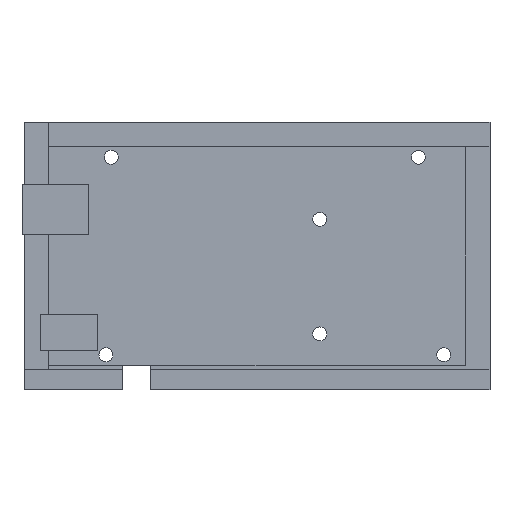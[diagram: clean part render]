
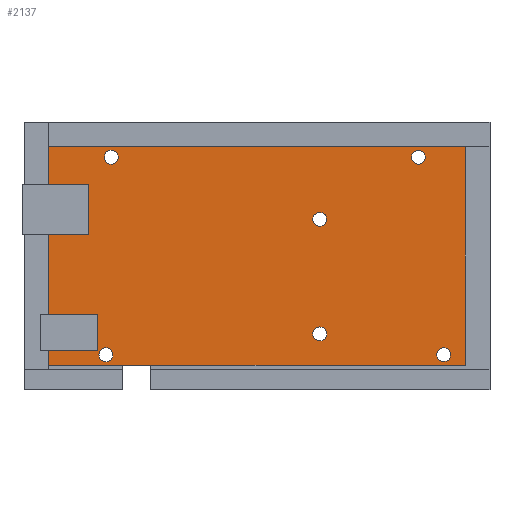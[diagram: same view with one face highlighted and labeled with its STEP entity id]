
A CAD part, front view. The second image highlights one B-rep face of the part: STEP entity #2137.
In plain terms, the highlighted face is planar.
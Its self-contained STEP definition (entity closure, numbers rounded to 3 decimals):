
#1614=DIRECTION('',(1.,0.,0.));
#1615=VECTOR('',#1614,12.05);
#1616=CARTESIAN_POINT('',(0.,1.1,-3.58));
#1617=LINE('',#1616,#1615);
#1618=DIRECTION('',(0.,0.,-1.));
#1619=VECTOR('',#1618,8.92);
#1620=CARTESIAN_POINT('',(12.05,1.1,-3.58));
#1621=LINE('',#1620,#1619);
#1622=DIRECTION('',(1.,0.,0.));
#1623=VECTOR('',#1622,12.05);
#1624=CARTESIAN_POINT('',(0.,1.1,-12.5));
#1625=LINE('',#1624,#1623);
#1626=DIRECTION('',(0.,0.,1.));
#1627=VECTOR('',#1626,19.47);
#1628=CARTESIAN_POINT('',(0.,1.1,-31.97));
#1629=LINE('',#1628,#1627);
#1630=DIRECTION('',(1.,0.,0.));
#1631=VECTOR('',#1630,9.74);
#1632=CARTESIAN_POINT('',(0.,1.1,-31.97));
#1633=LINE('',#1632,#1631);
#1634=DIRECTION('',(0.,0.,-1.));
#1635=VECTOR('',#1634,12.22);
#1636=CARTESIAN_POINT('',(9.74,1.1,-31.97));
#1637=LINE('',#1636,#1635);
#1638=DIRECTION('',(1.,0.,0.));
#1639=VECTOR('',#1638,9.74);
#1640=CARTESIAN_POINT('',(0.,1.1,-44.19));
#1641=LINE('',#1640,#1639);
#1642=DIRECTION('',(0.,0.,1.));
#1643=VECTOR('',#1642,9.21);
#1644=CARTESIAN_POINT('',(0.,1.1,-53.4));
#1645=LINE('',#1644,#1643);
#1646=DIRECTION('',(-1.,0.,0.));
#1647=VECTOR('',#1646,101.8);
#1648=CARTESIAN_POINT('',(101.8,1.1,-53.4));
#1649=LINE('',#1648,#1647);
#1650=DIRECTION('',(0.,0.,-1.));
#1651=VECTOR('',#1650,53.4);
#1652=CARTESIAN_POINT('',(101.8,1.1,0.));
#1653=LINE('',#1652,#1651);
#1654=DIRECTION('',(1.,0.,0.));
#1655=VECTOR('',#1654,101.8);
#1656=CARTESIAN_POINT('',(0.,1.1,0.));
#1657=LINE('',#1656,#1655);
#1658=DIRECTION('',(0.,0.,1.));
#1659=VECTOR('',#1658,3.58);
#1660=CARTESIAN_POINT('',(0.,1.1,-3.58));
#1661=LINE('',#1660,#1659);
#1662=CARTESIAN_POINT('',(15.29,1.1,-50.81));
#1663=DIRECTION('',(0.,1.,0.));
#1664=DIRECTION('',(1.,0.,0.));
#1665=AXIS2_PLACEMENT_3D('',#1662,#1663,#1664);
#1667=CARTESIAN_POINT('',(15.29,1.1,-50.81));
#1668=DIRECTION('',(0.,1.,0.));
#1669=DIRECTION('',(-1.,0.,0.));
#1670=AXIS2_PLACEMENT_3D('',#1667,#1668,#1669);
#1672=CARTESIAN_POINT('',(90.33,1.1,-50.81));
#1673=DIRECTION('',(0.,1.,0.));
#1674=DIRECTION('',(1.,0.,0.));
#1675=AXIS2_PLACEMENT_3D('',#1672,#1673,#1674);
#1677=CARTESIAN_POINT('',(90.33,1.1,-50.81));
#1678=DIRECTION('',(0.,1.,0.));
#1679=DIRECTION('',(-1.,0.,0.));
#1680=AXIS2_PLACEMENT_3D('',#1677,#1678,#1679);
#1682=CARTESIAN_POINT('',(66.23,1.1,-35.65));
#1683=DIRECTION('',(0.,1.,0.));
#1684=DIRECTION('',(1.,0.,0.));
#1685=AXIS2_PLACEMENT_3D('',#1682,#1683,#1684);
#1687=CARTESIAN_POINT('',(66.23,1.1,-35.65));
#1688=DIRECTION('',(0.,1.,0.));
#1689=DIRECTION('',(-1.,0.,0.));
#1690=AXIS2_PLACEMENT_3D('',#1687,#1688,#1689);
#1692=CARTESIAN_POINT('',(66.23,1.1,-7.69));
#1693=DIRECTION('',(0.,1.,0.));
#1694=DIRECTION('',(1.,0.,0.));
#1695=AXIS2_PLACEMENT_3D('',#1692,#1693,#1694);
#1697=CARTESIAN_POINT('',(66.23,1.1,-7.69));
#1698=DIRECTION('',(0.,1.,0.));
#1699=DIRECTION('',(-1.,0.,0.));
#1700=AXIS2_PLACEMENT_3D('',#1697,#1698,#1699);
#1702=CARTESIAN_POINT('',(13.99,1.1,-2.59));
#1703=DIRECTION('',(0.,1.,0.));
#1704=DIRECTION('',(1.,0.,0.));
#1705=AXIS2_PLACEMENT_3D('',#1702,#1703,#1704);
#1707=CARTESIAN_POINT('',(13.99,1.1,-2.59));
#1708=DIRECTION('',(0.,1.,0.));
#1709=DIRECTION('',(-1.,0.,0.));
#1710=AXIS2_PLACEMENT_3D('',#1707,#1708,#1709);
#1712=CARTESIAN_POINT('',(96.51,1.1,-2.59));
#1713=DIRECTION('',(0.,1.,0.));
#1714=DIRECTION('',(1.,0.,0.));
#1715=AXIS2_PLACEMENT_3D('',#1712,#1713,#1714);
#1717=CARTESIAN_POINT('',(96.51,1.1,-2.59));
#1718=DIRECTION('',(0.,1.,0.));
#1719=DIRECTION('',(-1.,0.,0.));
#1720=AXIS2_PLACEMENT_3D('',#1717,#1718,#1719);
#1858=CARTESIAN_POINT('',(0.,1.1,0.));
#1859=CARTESIAN_POINT('',(101.8,1.1,0.));
#1860=VERTEX_POINT('',#1858);
#1861=VERTEX_POINT('',#1859);
#1862=CARTESIAN_POINT('',(101.8,1.1,-53.4));
#1863=VERTEX_POINT('',#1862);
#1864=CARTESIAN_POINT('',(0.,1.1,-53.4));
#1865=VERTEX_POINT('',#1864);
#1878=CARTESIAN_POINT('',(0.,1.1,-31.97));
#1879=CARTESIAN_POINT('',(9.74,1.1,-31.97));
#1880=VERTEX_POINT('',#1878);
#1881=VERTEX_POINT('',#1879);
#1882=CARTESIAN_POINT('',(9.74,1.1,-44.19));
#1883=VERTEX_POINT('',#1882);
#1884=CARTESIAN_POINT('',(0.,1.1,-44.19));
#1885=VERTEX_POINT('',#1884);
#1898=CARTESIAN_POINT('',(0.,1.1,-3.58));
#1899=CARTESIAN_POINT('',(12.05,1.1,-3.58));
#1900=VERTEX_POINT('',#1898);
#1901=VERTEX_POINT('',#1899);
#1902=CARTESIAN_POINT('',(12.05,1.1,-12.5));
#1903=VERTEX_POINT('',#1902);
#1904=CARTESIAN_POINT('',(0.,1.1,-12.5));
#1905=VERTEX_POINT('',#1904);
#1910=CARTESIAN_POINT('',(16.98,1.1,-50.81));
#1911=CARTESIAN_POINT('',(13.6,1.1,-50.81));
#1912=VERTEX_POINT('',#1910);
#1913=VERTEX_POINT('',#1911);
#1918=CARTESIAN_POINT('',(92.02,1.1,-50.81));
#1919=CARTESIAN_POINT('',(88.64,1.1,-50.81));
#1920=VERTEX_POINT('',#1918);
#1921=VERTEX_POINT('',#1919);
#1930=CARTESIAN_POINT('',(67.92,1.1,-35.65));
#1931=CARTESIAN_POINT('',(64.54,1.1,-35.65));
#1932=VERTEX_POINT('',#1930);
#1933=VERTEX_POINT('',#1931);
#1934=CARTESIAN_POINT('',(67.92,1.1,-7.69));
#1935=CARTESIAN_POINT('',(64.54,1.1,-7.69));
#1936=VERTEX_POINT('',#1934);
#1937=VERTEX_POINT('',#1935);
#1942=CARTESIAN_POINT('',(15.68,1.1,-2.59));
#1943=CARTESIAN_POINT('',(12.3,1.1,-2.59));
#1944=VERTEX_POINT('',#1942);
#1945=VERTEX_POINT('',#1943);
#1950=CARTESIAN_POINT('',(98.2,1.1,-2.59));
#1951=CARTESIAN_POINT('',(94.82,1.1,-2.59));
#1952=VERTEX_POINT('',#1950);
#1953=VERTEX_POINT('',#1951);
#2075=CARTESIAN_POINT('',(0.,1.1,0.));
#2076=DIRECTION('',(0.,1.,0.));
#2077=DIRECTION('',(1.,0.,0.));
#2078=AXIS2_PLACEMENT_3D('',#2075,#2076,#2077);
#2079=PLANE('',#2078);
#2081=ORIENTED_EDGE('',*,*,#2080,.T.);
#2083=ORIENTED_EDGE('',*,*,#2082,.T.);
#2084=ORIENTED_EDGE('',*,*,#2063,.F.);
#2085=ORIENTED_EDGE('',*,*,#2038,.F.);
#2087=ORIENTED_EDGE('',*,*,#2086,.T.);
#2089=ORIENTED_EDGE('',*,*,#2088,.T.);
#2091=ORIENTED_EDGE('',*,*,#2090,.F.);
#2092=ORIENTED_EDGE('',*,*,#2034,.F.);
#2094=ORIENTED_EDGE('',*,*,#2093,.F.);
#2096=ORIENTED_EDGE('',*,*,#2095,.F.);
#2097=ORIENTED_EDGE('',*,*,#2014,.F.);
#2098=ORIENTED_EDGE('',*,*,#2028,.F.);
#2099=EDGE_LOOP('',(#2081,#2083,#2084,#2085,#2087,#2089,#2091,#2092,#2094,#2096,
#2097,#2098));
#2100=FACE_OUTER_BOUND('',#2099,.F.);
#2102=ORIENTED_EDGE('',*,*,#2101,.T.);
#2104=ORIENTED_EDGE('',*,*,#2103,.T.);
#2105=EDGE_LOOP('',(#2102,#2104));
#2106=FACE_BOUND('',#2105,.F.);
#2108=ORIENTED_EDGE('',*,*,#2107,.T.);
#2110=ORIENTED_EDGE('',*,*,#2109,.T.);
#2111=EDGE_LOOP('',(#2108,#2110));
#2112=FACE_BOUND('',#2111,.F.);
#2114=ORIENTED_EDGE('',*,*,#2113,.T.);
#2116=ORIENTED_EDGE('',*,*,#2115,.T.);
#2117=EDGE_LOOP('',(#2114,#2116));
#2118=FACE_BOUND('',#2117,.F.);
#2120=ORIENTED_EDGE('',*,*,#2119,.T.);
#2122=ORIENTED_EDGE('',*,*,#2121,.T.);
#2123=EDGE_LOOP('',(#2120,#2122));
#2124=FACE_BOUND('',#2123,.F.);
#2126=ORIENTED_EDGE('',*,*,#2125,.T.);
#2128=ORIENTED_EDGE('',*,*,#2127,.T.);
#2129=EDGE_LOOP('',(#2126,#2128));
#2130=FACE_BOUND('',#2129,.F.);
#2132=ORIENTED_EDGE('',*,*,#2131,.T.);
#2134=ORIENTED_EDGE('',*,*,#2133,.T.);
#2135=EDGE_LOOP('',(#2132,#2134));
#2136=FACE_BOUND('',#2135,.F.);
#2137=ADVANCED_FACE('',(#2100,#2106,#2112,#2118,#2124,#2130,#2136),#2079,.T.);
#1666=CIRCLE('',#1665,1.69);
#1671=CIRCLE('',#1670,1.69);
#1676=CIRCLE('',#1675,1.69);
#1681=CIRCLE('',#1680,1.69);
#1686=CIRCLE('',#1685,1.69);
#1691=CIRCLE('',#1690,1.69);
#1696=CIRCLE('',#1695,1.69);
#1701=CIRCLE('',#1700,1.69);
#1706=CIRCLE('',#1705,1.69);
#1711=CIRCLE('',#1710,1.69);
#1716=CIRCLE('',#1715,1.69);
#1721=CIRCLE('',#1720,1.69);
#2014=EDGE_CURVE('',#1860,#1861,#1657,.T.);
#2028=EDGE_CURVE('',#1900,#1860,#1661,.T.);
#2034=EDGE_CURVE('',#1865,#1885,#1645,.T.);
#2038=EDGE_CURVE('',#1880,#1905,#1629,.T.);
#2063=EDGE_CURVE('',#1905,#1903,#1625,.T.);
#2080=EDGE_CURVE('',#1900,#1901,#1617,.T.);
#2082=EDGE_CURVE('',#1901,#1903,#1621,.T.);
#2086=EDGE_CURVE('',#1880,#1881,#1633,.T.);
#2088=EDGE_CURVE('',#1881,#1883,#1637,.T.);
#2090=EDGE_CURVE('',#1885,#1883,#1641,.T.);
#2093=EDGE_CURVE('',#1863,#1865,#1649,.T.);
#2095=EDGE_CURVE('',#1861,#1863,#1653,.T.);
#2101=EDGE_CURVE('',#1912,#1913,#1666,.T.);
#2103=EDGE_CURVE('',#1913,#1912,#1671,.T.);
#2107=EDGE_CURVE('',#1920,#1921,#1676,.T.);
#2109=EDGE_CURVE('',#1921,#1920,#1681,.T.);
#2113=EDGE_CURVE('',#1932,#1933,#1686,.T.);
#2115=EDGE_CURVE('',#1933,#1932,#1691,.T.);
#2119=EDGE_CURVE('',#1936,#1937,#1696,.T.);
#2121=EDGE_CURVE('',#1937,#1936,#1701,.T.);
#2125=EDGE_CURVE('',#1944,#1945,#1706,.T.);
#2127=EDGE_CURVE('',#1945,#1944,#1711,.T.);
#2131=EDGE_CURVE('',#1952,#1953,#1716,.T.);
#2133=EDGE_CURVE('',#1953,#1952,#1721,.T.);
